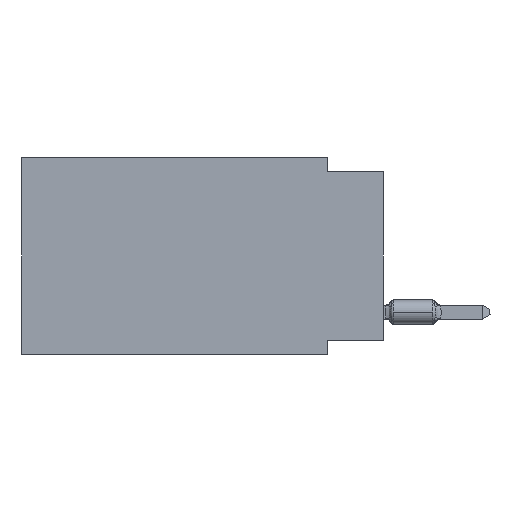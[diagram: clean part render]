
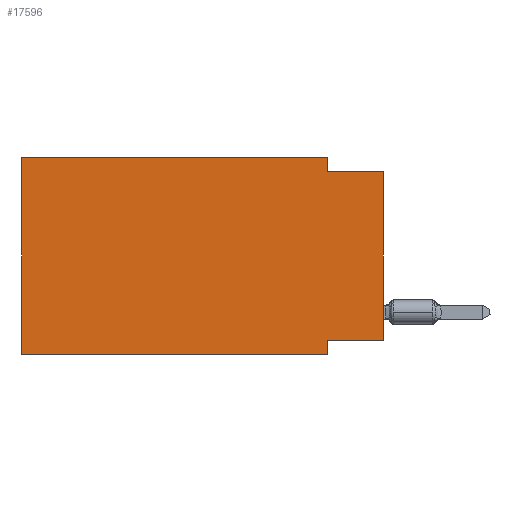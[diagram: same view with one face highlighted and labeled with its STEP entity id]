
A CAD part, left-side view. The second image highlights one B-rep face of the part: STEP entity #17596.
In plain terms, the highlighted planar face has unit normal (-1, 0, 0).
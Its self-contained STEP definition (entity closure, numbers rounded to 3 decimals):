
#154 = VECTOR ( 'NONE', #32747, 1000. ) ;
#605 = ORIENTED_EDGE ( 'NONE', *, *, #2000, .F. ) ;
#784 = VERTEX_POINT ( 'NONE', #17032 ) ;
#1079 = VERTEX_POINT ( 'NONE', #26777 ) ;
#1572 = EDGE_CURVE ( 'NONE', #27646, #23633, #24765, .T. ) ;
#2000 = EDGE_CURVE ( 'NONE', #784, #1079, #5041, .T. ) ;
#2992 = CARTESIAN_POINT ( 'NONE',  ( 0., 0., -8.255 ) ) ;
#3026 = ORIENTED_EDGE ( 'NONE', *, *, #24104, .T. ) ;
#3871 = CARTESIAN_POINT ( 'NONE',  ( 0., 2.54, -8.255 ) ) ;
#4263 = DIRECTION ( 'NONE',  ( 1., 0., 0. ) ) ;
#4846 = CARTESIAN_POINT ( 'NONE',  ( 0., 0., -0.635 ) ) ;
#5012 = VECTOR ( 'NONE', #22844, 1000. ) ;
#5041 = LINE ( 'NONE', #17616, #5012 ) ;
#5326 = EDGE_LOOP ( 'NONE', ( #11025, #8102, #605, #17460, #25503, #3026, #24656, #7855 ) ) ;
#6012 = CARTESIAN_POINT ( 'NONE',  ( 0., 16.383, -8.89 ) ) ;
#6016 = VECTOR ( 'NONE', #20741, 1000. ) ;
#6486 = CARTESIAN_POINT ( 'NONE',  ( 0., 0., -0.635 ) ) ;
#6635 = VECTOR ( 'NONE', #22644, 1000. ) ;
#6712 = FACE_OUTER_BOUND ( 'NONE', #5326, .T. ) ;
#7855 = ORIENTED_EDGE ( 'NONE', *, *, #33810, .F. ) ;
#8102 = ORIENTED_EDGE ( 'NONE', *, *, #14786, .F. ) ;
#8296 = CARTESIAN_POINT ( 'NONE',  ( 0., 16.383, 0. ) ) ;
#8618 = CARTESIAN_POINT ( 'NONE',  ( 0., 2.54, -8.89 ) ) ;
#9836 = DIRECTION ( 'NONE',  ( 0., 0., -1. ) ) ;
#11025 = ORIENTED_EDGE ( 'NONE', *, *, #23377, .T. ) ;
#11839 = CARTESIAN_POINT ( 'NONE',  ( 0., 16.383, 0. ) ) ;
#12058 = CARTESIAN_POINT ( 'NONE',  ( 0., 2.54, -8.89 ) ) ;
#12427 = LINE ( 'NONE', #23068, #32474 ) ;
#12566 = CARTESIAN_POINT ( 'NONE',  ( 0., 16.383, -8.89 ) ) ;
#12733 = VECTOR ( 'NONE', #18955, 1000. ) ;
#14219 = EDGE_CURVE ( 'NONE', #27165, #20832, #19105, .T. ) ;
#14786 = EDGE_CURVE ( 'NONE', #1079, #29982, #23356, .T. ) ;
#16266 = VERTEX_POINT ( 'NONE', #2992 ) ;
#16481 = DIRECTION ( 'NONE',  ( 0., 0., -1. ) ) ;
#16504 = LINE ( 'NONE', #8296, #12733 ) ;
#17032 = CARTESIAN_POINT ( 'NONE',  ( 0., 2.54, 0. ) ) ;
#17460 = ORIENTED_EDGE ( 'NONE', *, *, #26706, .F. ) ;
#17596 = ADVANCED_FACE ( 'NONE', ( #6712 ), #33255, .F. ) ;
#17616 = CARTESIAN_POINT ( 'NONE',  ( 0., 2.54, 0. ) ) ;
#18310 = LINE ( 'NONE', #18823, #25347 ) ;
#18823 = CARTESIAN_POINT ( 'NONE',  ( 0., 0., -8.255 ) ) ;
#18955 = DIRECTION ( 'NONE',  ( 0., -1., 0. ) ) ;
#19105 = LINE ( 'NONE', #8618, #23383 ) ;
#20089 = AXIS2_PLACEMENT_3D ( 'NONE', #28030, #4263, #9836 ) ;
#20741 = DIRECTION ( 'NONE',  ( 0., -1., 0. ) ) ;
#20832 = VERTEX_POINT ( 'NONE', #12058 ) ;
#22644 = DIRECTION ( 'NONE',  ( 0., 0., 1. ) ) ;
#22844 = DIRECTION ( 'NONE',  ( 0., 0., -1. ) ) ;
#23068 = CARTESIAN_POINT ( 'NONE',  ( 0., 0., 0. ) ) ;
#23356 = LINE ( 'NONE', #4846, #6016 ) ;
#23377 = EDGE_CURVE ( 'NONE', #16266, #29982, #12427, .T. ) ;
#23383 = VECTOR ( 'NONE', #16481, 1000. ) ;
#23633 = VERTEX_POINT ( 'NONE', #28838 ) ;
#24104 = EDGE_CURVE ( 'NONE', #27646, #20832, #29949, .T. ) ;
#24656 = ORIENTED_EDGE ( 'NONE', *, *, #14219, .F. ) ;
#24765 = LINE ( 'NONE', #11839, #6635 ) ;
#25347 = VECTOR ( 'NONE', #26528, 1000. ) ;
#25503 = ORIENTED_EDGE ( 'NONE', *, *, #1572, .F. ) ;
#26528 = DIRECTION ( 'NONE',  ( 0., 1., 0. ) ) ;
#26706 = EDGE_CURVE ( 'NONE', #23633, #784, #16504, .T. ) ;
#26777 = CARTESIAN_POINT ( 'NONE',  ( 0., 2.54, -0.635 ) ) ;
#27165 = VERTEX_POINT ( 'NONE', #3871 ) ;
#27646 = VERTEX_POINT ( 'NONE', #12566 ) ;
#28030 = CARTESIAN_POINT ( 'NONE',  ( 0., 16.383, 0. ) ) ;
#28838 = CARTESIAN_POINT ( 'NONE',  ( 0., 16.383, 0. ) ) ;
#29949 = LINE ( 'NONE', #6012, #154 ) ;
#29982 = VERTEX_POINT ( 'NONE', #6486 ) ;
#32474 = VECTOR ( 'NONE', #33373, 1000. ) ;
#32747 = DIRECTION ( 'NONE',  ( 0., -1., 0. ) ) ;
#33255 = PLANE ( 'NONE',  #20089 ) ;
#33373 = DIRECTION ( 'NONE',  ( 0., 0., 1. ) ) ;
#33810 = EDGE_CURVE ( 'NONE', #16266, #27165, #18310, .T. ) ;
